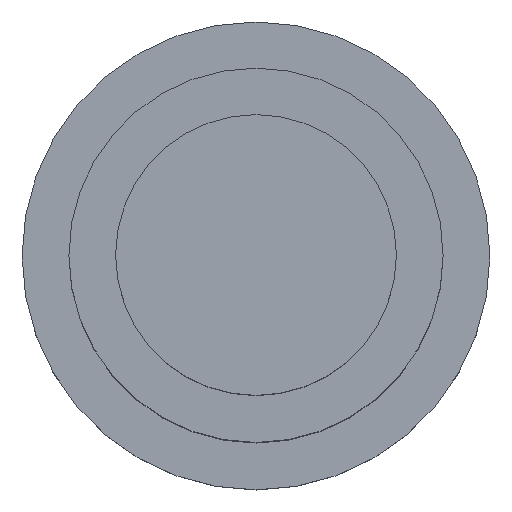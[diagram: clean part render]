
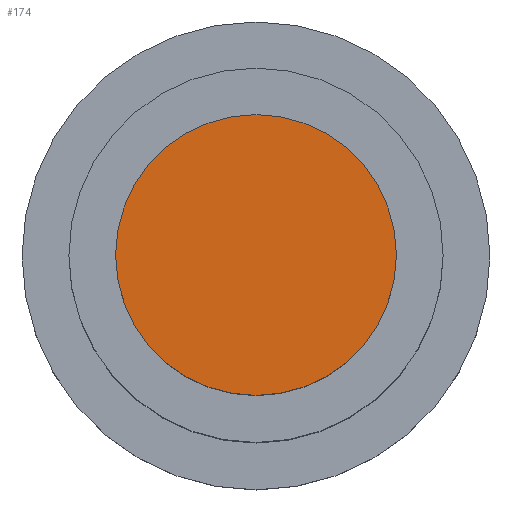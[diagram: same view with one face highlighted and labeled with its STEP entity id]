
A CAD part, top view. The second image highlights one B-rep face of the part: STEP entity #174.
In plain terms, the highlighted planar face has unit normal (0, 0, 1).
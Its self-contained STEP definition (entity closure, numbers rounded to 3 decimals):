
#168=EDGE_CURVE('Unnamed[1]',#360,#360,#361,.T.);
#174=ADVANCED_FACE('Unnamed[1]',(#369),#370,.T.);
#360=VERTEX_POINT('',#594);
#361=CIRCLE('',#595,15.0);
#369=FACE_OUTER_BOUND('',#605,.T.);
#370=PLANE('',#606);
#594=CARTESIAN_POINT('',(0.,15.0,0.));
#595=AXIS2_PLACEMENT_3D('',#810,#811,#812);
#605=EDGE_LOOP('',(#820));
#606=AXIS2_PLACEMENT_3D('',#821,#822,#823);
#810=CARTESIAN_POINT('',(0.0,0.0,0.0));
#811=DIRECTION('',(0.,0.,-1.0));
#812=DIRECTION('',(0.,1.0,0.));
#820=ORIENTED_EDGE('',*,*,#168,.F.);
#821=CARTESIAN_POINT('',(0.,7.5,0.));
#822=DIRECTION('',(0.,0.,1.0));
#823=DIRECTION('',(0.,-1.0,0.));
